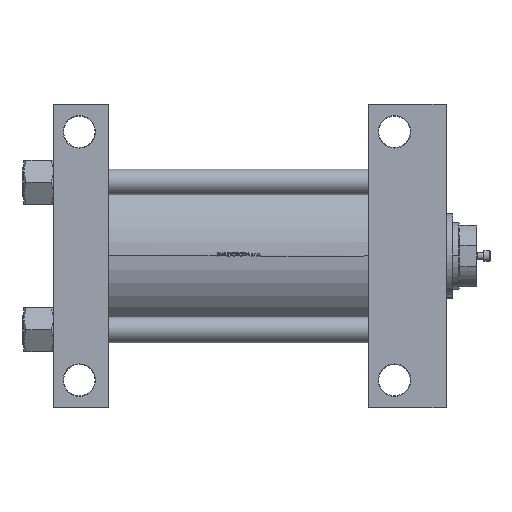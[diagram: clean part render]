
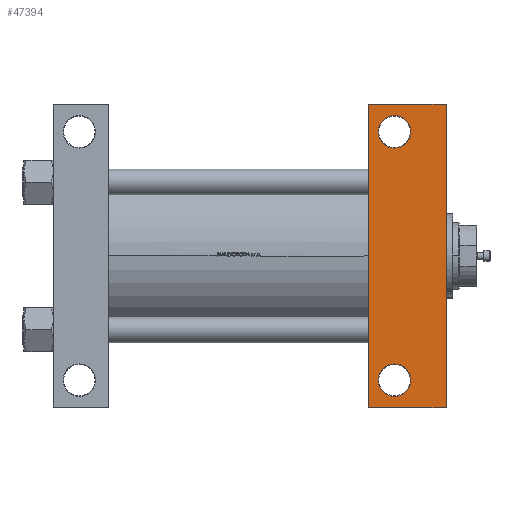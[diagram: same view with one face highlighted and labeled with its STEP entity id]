
A CAD part, front view. The second image highlights one B-rep face of the part: STEP entity #47394.
In plain terms, the highlighted face is planar.
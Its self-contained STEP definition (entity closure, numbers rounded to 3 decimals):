
#517 = EDGE_CURVE ( 'NONE', #22171, #43767, #46039, .T. ) ;
#1860 = CARTESIAN_POINT ( 'NONE',  ( 357., 130., -102.5 ) ) ;
#2258 = AXIS2_PLACEMENT_3D ( 'NONE', #31677, #47081, #46604 ) ;
#2615 = FACE_BOUND ( 'NONE', #7627, .T. ) ;
#4581 = AXIS2_PLACEMENT_3D ( 'NONE', #1860, #31803, #46725 ) ;
#6488 = VECTOR ( 'NONE', #40678, 1000. ) ;
#6594 = CARTESIAN_POINT ( 'NONE',  ( 374., -130., -102.5 ) ) ;
#6699 = CARTESIAN_POINT ( 'NONE',  ( 330., 159., -102.5 ) ) ;
#7627 = EDGE_LOOP ( 'NONE', ( #15868, #25625 ) ) ;
#7646 = AXIS2_PLACEMENT_3D ( 'NONE', #16099, #34982, #23958 ) ;
#7956 = EDGE_CURVE ( 'NONE', #24193, #43767, #39939, .T. ) ;
#7978 = DIRECTION ( 'NONE',  ( 0., 1., 0. ) ) ;
#8799 = EDGE_CURVE ( 'NONE', #8828, #22171, #13341, .T. ) ;
#8828 = VERTEX_POINT ( 'NONE', #24141 ) ;
#10542 = CARTESIAN_POINT ( 'NONE',  ( 340., -130., -102.5 ) ) ;
#11711 = ORIENTED_EDGE ( 'NONE', *, *, #27940, .T. ) ;
#13021 = DIRECTION ( 'NONE',  ( 0., 1., 0. ) ) ;
#13341 = LINE ( 'NONE', #39565, #14553 ) ;
#14094 = EDGE_CURVE ( 'NONE', #39169, #14744, #39774, .T. ) ;
#14553 = VECTOR ( 'NONE', #42986, 1000. ) ;
#14744 = VERTEX_POINT ( 'NONE', #6594 ) ;
#14942 = CARTESIAN_POINT ( 'NONE',  ( 340., 130., -102.5 ) ) ;
#15555 = ORIENTED_EDGE ( 'NONE', *, *, #43538, .T. ) ;
#15868 = ORIENTED_EDGE ( 'NONE', *, *, #21031, .T. ) ;
#16099 = CARTESIAN_POINT ( 'NONE',  ( 357., -130., -102.5 ) ) ;
#16565 = DIRECTION ( 'NONE',  ( 0., 0., 1. ) ) ;
#18643 = AXIS2_PLACEMENT_3D ( 'NONE', #35203, #16565, #7978 ) ;
#19840 = DIRECTION ( 'NONE',  ( -1., 0., 0. ) ) ;
#20445 = EDGE_LOOP ( 'NONE', ( #21511, #11711, #45823, #47762 ) ) ;
#21031 = EDGE_CURVE ( 'NONE', #26111, #25493, #23429, .T. ) ;
#21511 = ORIENTED_EDGE ( 'NONE', *, *, #7956, .F. ) ;
#21768 = DIRECTION ( 'NONE',  ( 0., 0., -1. ) ) ;
#22171 = VERTEX_POINT ( 'NONE', #45940 ) ;
#22704 = CARTESIAN_POINT ( 'NONE',  ( 330., -159., -102.5 ) ) ;
#23429 = CIRCLE ( 'NONE', #2258, 17. ) ;
#23958 = DIRECTION ( 'NONE',  ( 0., 1., 0. ) ) ;
#24141 = CARTESIAN_POINT ( 'NONE',  ( 411., 159., -102.5 ) ) ;
#24193 = VERTEX_POINT ( 'NONE', #6699 ) ;
#25493 = VERTEX_POINT ( 'NONE', #38455 ) ;
#25625 = ORIENTED_EDGE ( 'NONE', *, *, #45124, .T. ) ;
#26111 = VERTEX_POINT ( 'NONE', #14942 ) ;
#27297 = CIRCLE ( 'NONE', #4581, 17. ) ;
#27408 = AXIS2_PLACEMENT_3D ( 'NONE', #40629, #21768, #13021 ) ;
#27940 = EDGE_CURVE ( 'NONE', #24193, #8828, #36769, .T. ) ;
#30303 = EDGE_LOOP ( 'NONE', ( #44740, #15555 ) ) ;
#31677 = CARTESIAN_POINT ( 'NONE',  ( 357., 130., -102.5 ) ) ;
#31803 = DIRECTION ( 'NONE',  ( 0., 0., 1. ) ) ;
#32566 = FACE_BOUND ( 'NONE', #30303, .T. ) ;
#32583 = CARTESIAN_POINT ( 'NONE',  ( 330., 102.5, -102.5 ) ) ;
#33089 = CARTESIAN_POINT ( 'NONE',  ( 330., 159., -102.5 ) ) ;
#34982 = DIRECTION ( 'NONE',  ( 0., 0., 1. ) ) ;
#35203 = CARTESIAN_POINT ( 'NONE',  ( 357., -130., -102.5 ) ) ;
#35681 = VECTOR ( 'NONE', #39456, 1000. ) ;
#36769 = LINE ( 'NONE', #33089, #6488 ) ;
#36954 = FACE_OUTER_BOUND ( 'NONE', #20445, .T. ) ;
#38455 = CARTESIAN_POINT ( 'NONE',  ( 374., 130., -102.5 ) ) ;
#39169 = VERTEX_POINT ( 'NONE', #10542 ) ;
#39442 = CARTESIAN_POINT ( 'NONE',  ( 330., -159., -102.5 ) ) ;
#39456 = DIRECTION ( 'NONE',  ( 0., -1., 0. ) ) ;
#39565 = CARTESIAN_POINT ( 'NONE',  ( 411., 102.5, -102.5 ) ) ;
#39763 = CIRCLE ( 'NONE', #7646, 17. ) ;
#39774 = CIRCLE ( 'NONE', #18643, 17. ) ;
#39939 = LINE ( 'NONE', #32583, #35681 ) ;
#40629 = CARTESIAN_POINT ( 'NONE',  ( 411., 102.5, -102.5 ) ) ;
#40678 = DIRECTION ( 'NONE',  ( 1., 0., 0. ) ) ;
#42986 = DIRECTION ( 'NONE',  ( 0., -1., 0. ) ) ;
#43538 = EDGE_CURVE ( 'NONE', #14744, #39169, #39763, .T. ) ;
#43767 = VERTEX_POINT ( 'NONE', #22704 ) ;
#44740 = ORIENTED_EDGE ( 'NONE', *, *, #14094, .T. ) ;
#45124 = EDGE_CURVE ( 'NONE', #25493, #26111, #27297, .T. ) ;
#45823 = ORIENTED_EDGE ( 'NONE', *, *, #8799, .T. ) ;
#45940 = CARTESIAN_POINT ( 'NONE',  ( 411., -159., -102.5 ) ) ;
#46039 = LINE ( 'NONE', #39442, #47926 ) ;
#46604 = DIRECTION ( 'NONE',  ( 0., 1., 0. ) ) ;
#46725 = DIRECTION ( 'NONE',  ( 0., 1., 0. ) ) ;
#47081 = DIRECTION ( 'NONE',  ( 0., 0., 1. ) ) ;
#47394 = ADVANCED_FACE ( 'NONE', ( #2615, #32566, #36954 ), #47480, .T. ) ;
#47480 = PLANE ( 'NONE',  #27408 ) ;
#47762 = ORIENTED_EDGE ( 'NONE', *, *, #517, .T. ) ;
#47926 = VECTOR ( 'NONE', #19840, 1000. ) ;
